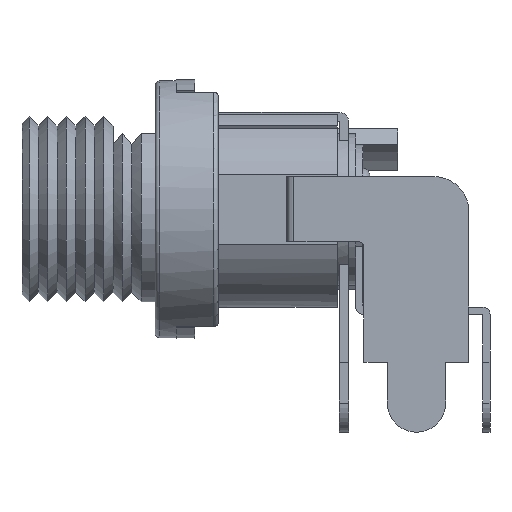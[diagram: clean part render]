
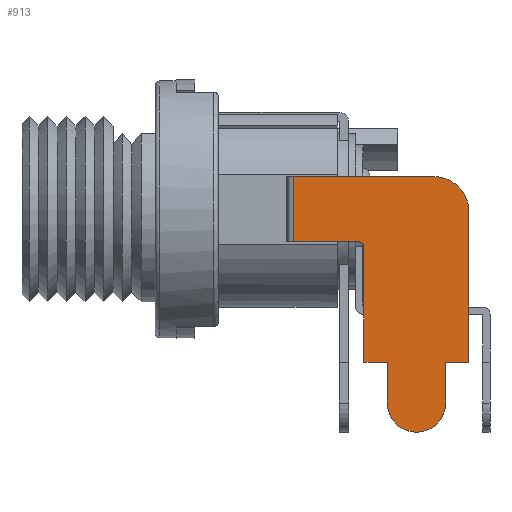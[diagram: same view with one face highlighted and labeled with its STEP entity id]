
A CAD part, left-side view. The second image highlights one B-rep face of the part: STEP entity #913.
In plain terms, the highlighted planar face has unit normal (-1, 0, 0).
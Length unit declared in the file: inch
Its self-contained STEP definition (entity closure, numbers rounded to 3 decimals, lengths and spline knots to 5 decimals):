
#230 = LINE ( 'NONE', #7251, #3994 ) ;
#298 = AXIS2_PLACEMENT_3D ( 'NONE', #1769, #737, #5404 ) ;
#304 = VECTOR ( 'NONE', #4801, 39.37008 ) ;
#334 = VECTOR ( 'NONE', #4502, 39.37008 ) ;
#396 = AXIS2_PLACEMENT_3D ( 'NONE', #3795, #1406, #6011 ) ;
#413 = CARTESIAN_POINT ( 'NONE',  ( -0.19488, -0.34449, -0.06299 ) ) ;
#435 = CARTESIAN_POINT ( 'NONE',  ( -0.19488, -0.52953, -0.25787 ) ) ;
#476 = VERTEX_POINT ( 'NONE', #2774 ) ;
#490 = CARTESIAN_POINT ( 'NONE',  ( -0.19488, -0.23425, -0.05512 ) ) ;
#620 = EDGE_CURVE ( 'NONE', #3654, #6669, #1418, .T. ) ;
#628 = VECTOR ( 'NONE', #2125, 39.37008 ) ;
#635 = ORIENTED_EDGE ( 'NONE', *, *, #2358, .T. ) ;
#729 = DIRECTION ( 'NONE',  ( 0., 0., -1. ) ) ;
#737 = DIRECTION ( 'NONE',  ( -1., 0., 0. ) ) ;
#791 = ORIENTED_EDGE ( 'NONE', *, *, #3669, .T. ) ;
#879 = DIRECTION ( 'NONE',  ( 1., 0., 0. ) ) ;
#903 = VERTEX_POINT ( 'NONE', #4111 ) ;
#906 = LINE ( 'NONE', #6667, #628 ) ;
#913 = ADVANCED_FACE ( 'NONE', ( #5864 ), #6437, .F. ) ;
#1173 = LINE ( 'NONE', #4148, #304 ) ;
#1323 = EDGE_CURVE ( 'NONE', #6945, #4598, #4216, .T. ) ;
#1406 = DIRECTION ( 'NONE',  ( 1., 0., 0. ) ) ;
#1418 = LINE ( 'NONE', #6567, #6358 ) ;
#1561 = CARTESIAN_POINT ( 'NONE',  ( -0.19488, -0.35236, -0.25787 ) ) ;
#1631 = VERTEX_POINT ( 'NONE', #3600 ) ;
#1702 = CARTESIAN_POINT ( 'NONE',  ( -0.19488, -0.52953, -0.00394 ) ) ;
#1769 = CARTESIAN_POINT ( 'NONE',  ( -0.19488, -0.44094, -0.32677 ) ) ;
#1846 = DIRECTION ( 'NONE',  ( 0., 0., -1. ) ) ;
#1918 = EDGE_CURVE ( 'NONE', #1631, #5927, #1173, .T. ) ;
#2060 = EDGE_CURVE ( 'NONE', #6669, #6945, #5664, .T. ) ;
#2112 = VECTOR ( 'NONE', #1846, 39.37008 ) ;
#2125 = DIRECTION ( 'NONE',  ( 0., -1., 0. ) ) ;
#2311 = EDGE_CURVE ( 'NONE', #5927, #5847, #7243, .T. ) ;
#2358 = EDGE_CURVE ( 'NONE', #3704, #476, #7482, .T. ) ;
#2404 = VERTEX_POINT ( 'NONE', #435 ) ;
#2432 = CARTESIAN_POINT ( 'NONE',  ( -0.19488, -0.23425, -0.05512 ) ) ;
#2588 = CARTESIAN_POINT ( 'NONE',  ( -0.19488, -0.35236, -0.25787 ) ) ;
#2597 = CARTESIAN_POINT ( 'NONE',  ( -0.19488, -0.49016, -0.25787 ) ) ;
#2734 = CARTESIAN_POINT ( 'NONE',  ( -0.19488, -0.39173, -0.32677 ) ) ;
#2774 = CARTESIAN_POINT ( 'NONE',  ( -0.19488, -0.47047, 0.05512 ) ) ;
#2811 = CARTESIAN_POINT ( 'NONE',  ( -0.19488, -0.22244, 0.05512 ) ) ;
#2833 = DIRECTION ( 'NONE',  ( 0., -1., 0. ) ) ;
#2876 = ORIENTED_EDGE ( 'NONE', *, *, #1918, .T. ) ;
#2982 = ORIENTED_EDGE ( 'NONE', *, *, #5560, .T. ) ;
#3074 = VERTEX_POINT ( 'NONE', #2597 ) ;
#3179 = ORIENTED_EDGE ( 'NONE', *, *, #7438, .T. ) ;
#3212 = DIRECTION ( 'NONE',  ( 0., 0., 1. ) ) ;
#3304 = DIRECTION ( 'NONE',  ( 0., 0., 1. ) ) ;
#3336 = AXIS2_PLACEMENT_3D ( 'NONE', #413, #879, #3212 ) ;
#3514 = ORIENTED_EDGE ( 'NONE', *, *, #4206, .T. ) ;
#3600 = CARTESIAN_POINT ( 'NONE',  ( -0.19488, -0.39173, -0.25787 ) ) ;
#3654 = VERTEX_POINT ( 'NONE', #490 ) ;
#3669 = EDGE_CURVE ( 'NONE', #4598, #1631, #6141, .T. ) ;
#3704 = VERTEX_POINT ( 'NONE', #1702 ) ;
#3795 = CARTESIAN_POINT ( 'NONE',  ( -0.19488, -0.47047, -0.00394 ) ) ;
#3920 = ORIENTED_EDGE ( 'NONE', *, *, #620, .T. ) ;
#3933 = ORIENTED_EDGE ( 'NONE', *, *, #3980, .T. ) ;
#3980 = EDGE_CURVE ( 'NONE', #476, #903, #6854, .T. ) ;
#3994 = VECTOR ( 'NONE', #6672, 39.37008 ) ;
#4111 = CARTESIAN_POINT ( 'NONE',  ( -0.19488, -0.23425, 0.05512 ) ) ;
#4148 = CARTESIAN_POINT ( 'NONE',  ( -0.19488, -0.39173, -0.32677 ) ) ;
#4206 = EDGE_CURVE ( 'NONE', #5847, #3074, #230, .T. ) ;
#4216 = LINE ( 'NONE', #2588, #2112 ) ;
#4340 = VECTOR ( 'NONE', #2833, 39.37008 ) ;
#4376 = DIRECTION ( 'NONE',  ( 0., 0., -1. ) ) ;
#4410 = CARTESIAN_POINT ( 'NONE',  ( -0.19488, -0.47047, -0.00394 ) ) ;
#4494 = ORIENTED_EDGE ( 'NONE', *, *, #2060, .T. ) ;
#4502 = DIRECTION ( 'NONE',  ( 0., 1., 0. ) ) ;
#4598 = VERTEX_POINT ( 'NONE', #1561 ) ;
#4801 = DIRECTION ( 'NONE',  ( 0., 0., -1. ) ) ;
#5001 = ORIENTED_EDGE ( 'NONE', *, *, #1323, .T. ) ;
#5182 = AXIS2_PLACEMENT_3D ( 'NONE', #4410, #6726, #4376 ) ;
#5404 = DIRECTION ( 'NONE',  ( 0., 0., 1. ) ) ;
#5560 = EDGE_CURVE ( 'NONE', #2404, #3704, #6764, .T. ) ;
#5664 = CIRCLE ( 'NONE', #3336, 0.00787 ) ;
#5712 = CARTESIAN_POINT ( 'NONE',  ( -0.19488, -0.39173, -0.25787 ) ) ;
#5847 = VERTEX_POINT ( 'NONE', #6150 ) ;
#5864 = FACE_OUTER_BOUND ( 'NONE', #7509, .T. ) ;
#5927 = VERTEX_POINT ( 'NONE', #2734 ) ;
#6011 = DIRECTION ( 'NONE',  ( 0., 0., -1. ) ) ;
#6064 = DIRECTION ( 'NONE',  ( 0., -1., 0. ) ) ;
#6141 = LINE ( 'NONE', #5712, #4340 ) ;
#6150 = CARTESIAN_POINT ( 'NONE',  ( -0.19488, -0.49016, -0.32677 ) ) ;
#6196 = CARTESIAN_POINT ( 'NONE',  ( -0.19488, -0.52953, -0.00394 ) ) ;
#6358 = VECTOR ( 'NONE', #6064, 39.37008 ) ;
#6437 = PLANE ( 'NONE',  #396 ) ;
#6567 = CARTESIAN_POINT ( 'NONE',  ( -0.19488, -0.22244, -0.05512 ) ) ;
#6579 = LINE ( 'NONE', #2432, #7401 ) ;
#6667 = CARTESIAN_POINT ( 'NONE',  ( -0.19488, -0.52953, -0.25787 ) ) ;
#6669 = VERTEX_POINT ( 'NONE', #6870 ) ;
#6672 = DIRECTION ( 'NONE',  ( 0., 0., 1. ) ) ;
#6726 = DIRECTION ( 'NONE',  ( -1., 0., 0. ) ) ;
#6762 = EDGE_CURVE ( 'NONE', #903, #3654, #6579, .T. ) ;
#6764 = LINE ( 'NONE', #6196, #7245 ) ;
#6765 = ORIENTED_EDGE ( 'NONE', *, *, #2311, .T. ) ;
#6854 = LINE ( 'NONE', #2811, #334 ) ;
#6870 = CARTESIAN_POINT ( 'NONE',  ( -0.19488, -0.34449, -0.05512 ) ) ;
#6945 = VERTEX_POINT ( 'NONE', #7481 ) ;
#7243 = CIRCLE ( 'NONE', #298, 0.04921 ) ;
#7245 = VECTOR ( 'NONE', #3304, 39.37008 ) ;
#7251 = CARTESIAN_POINT ( 'NONE',  ( -0.19488, -0.49016, -0.25787 ) ) ;
#7266 = ORIENTED_EDGE ( 'NONE', *, *, #6762, .T. ) ;
#7401 = VECTOR ( 'NONE', #729, 39.37008 ) ;
#7438 = EDGE_CURVE ( 'NONE', #3074, #2404, #906, .T. ) ;
#7481 = CARTESIAN_POINT ( 'NONE',  ( -0.19488, -0.35236, -0.06299 ) ) ;
#7482 = CIRCLE ( 'NONE', #5182, 0.05906 ) ;
#7509 = EDGE_LOOP ( 'NONE', ( #3933, #7266, #3920, #4494, #5001, #791, #2876, #6765, #3514, #3179, #2982, #635 ) ) ;
